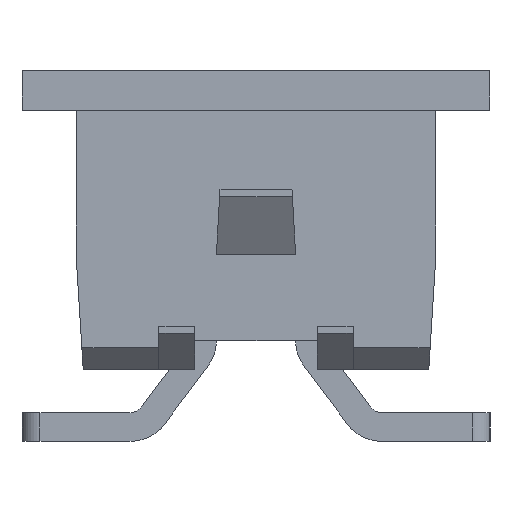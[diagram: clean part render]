
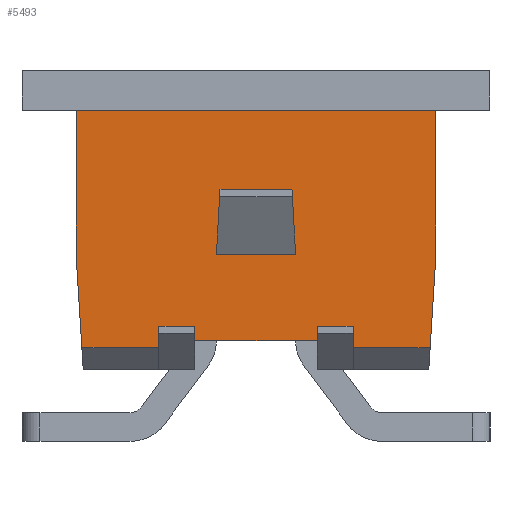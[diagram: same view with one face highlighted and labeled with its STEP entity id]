
A CAD part, left-side view. The second image highlights one B-rep face of the part: STEP entity #5493.
In plain terms, the highlighted planar face has unit normal (-1, 0, 0).
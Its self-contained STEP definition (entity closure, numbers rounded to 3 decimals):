
#391=ORIENTED_EDGE('',*,*,#1935,.T.);
#392=ORIENTED_EDGE('',*,*,#1915,.T.);
#393=ORIENTED_EDGE('',*,*,#1936,.F.);
#394=ORIENTED_EDGE('',*,*,#1923,.F.);
#395=ORIENTED_EDGE('',*,*,#1937,.T.);
#396=ORIENTED_EDGE('',*,*,#1938,.T.);
#397=ORIENTED_EDGE('',*,*,#1939,.F.);
#398=ORIENTED_EDGE('',*,*,#1940,.T.);
#399=ORIENTED_EDGE('',*,*,#1941,.F.);
#400=ORIENTED_EDGE('',*,*,#1942,.F.);
#401=ORIENTED_EDGE('',*,*,#1943,.T.);
#402=ORIENTED_EDGE('',*,*,#1944,.T.);
#403=ORIENTED_EDGE('',*,*,#1945,.F.);
#404=ORIENTED_EDGE('',*,*,#1946,.F.);
#405=ORIENTED_EDGE('',*,*,#1947,.F.);
#406=ORIENTED_EDGE('',*,*,#1948,.T.);
#407=ORIENTED_EDGE('',*,*,#1949,.T.);
#408=ORIENTED_EDGE('',*,*,#1950,.T.);
#1915=EDGE_CURVE('',#2675,#2676,#3227,.T.);
#1923=EDGE_CURVE('',#2681,#2682,#3235,.T.);
#1935=EDGE_CURVE('',#2681,#2675,#3247,.T.);
#1936=EDGE_CURVE('',#2682,#2676,#3248,.T.);
#1937=EDGE_CURVE('',#2691,#2692,#3249,.T.);
#1938=EDGE_CURVE('',#2692,#2693,#3250,.T.);
#1939=EDGE_CURVE('',#2694,#2693,#3251,.T.);
#1940=EDGE_CURVE('',#2694,#2695,#3252,.T.);
#1941=EDGE_CURVE('',#2696,#2695,#3253,.T.);
#1942=EDGE_CURVE('',#2697,#2696,#3254,.T.);
#1943=EDGE_CURVE('',#2697,#2698,#3255,.T.);
#1944=EDGE_CURVE('',#2698,#2699,#3256,.T.);
#1945=EDGE_CURVE('',#2700,#2699,#3257,.T.);
#1946=EDGE_CURVE('',#2701,#2700,#3258,.T.);
#1947=EDGE_CURVE('',#2702,#2701,#3259,.T.);
#1948=EDGE_CURVE('',#2702,#2703,#3260,.T.);
#1949=EDGE_CURVE('',#2703,#2704,#3261,.T.);
#1950=EDGE_CURVE('',#2704,#2691,#3262,.T.);
#2675=VERTEX_POINT('',#7887);
#2676=VERTEX_POINT('',#7888);
#2681=VERTEX_POINT('',#7902);
#2682=VERTEX_POINT('',#7904);
#2691=VERTEX_POINT('',#7931);
#2692=VERTEX_POINT('',#7932);
#2693=VERTEX_POINT('',#7934);
#2694=VERTEX_POINT('',#7936);
#2695=VERTEX_POINT('',#7938);
#2696=VERTEX_POINT('',#7940);
#2697=VERTEX_POINT('',#7942);
#2698=VERTEX_POINT('',#7944);
#2699=VERTEX_POINT('',#7946);
#2700=VERTEX_POINT('',#7948);
#2701=VERTEX_POINT('',#7950);
#2702=VERTEX_POINT('',#7952);
#2703=VERTEX_POINT('',#7954);
#2704=VERTEX_POINT('',#7956);
#3227=LINE('',#7886,#3989);
#3235=LINE('',#7903,#3997);
#3247=LINE('',#7928,#4009);
#3248=LINE('',#7929,#4010);
#3249=LINE('',#7930,#4011);
#3250=LINE('',#7933,#4012);
#3251=LINE('',#7935,#4013);
#3252=LINE('',#7937,#4014);
#3253=LINE('',#7939,#4015);
#3254=LINE('',#7941,#4016);
#3255=LINE('',#7943,#4017);
#3256=LINE('',#7945,#4018);
#3257=LINE('',#7947,#4019);
#3258=LINE('',#7949,#4020);
#3259=LINE('',#7951,#4021);
#3260=LINE('',#7953,#4022);
#3261=LINE('',#7955,#4023);
#3262=LINE('',#7957,#4024);
#3989=VECTOR('',#6374,1000.);
#3997=VECTOR('',#6386,1000.);
#4009=VECTOR('',#6406,1000.);
#4010=VECTOR('',#6407,1000.);
#4011=VECTOR('',#6408,1000.);
#4012=VECTOR('',#6409,1000.);
#4013=VECTOR('',#6410,1000.);
#4014=VECTOR('',#6411,1000.);
#4015=VECTOR('',#6412,1000.);
#4016=VECTOR('',#6413,1000.);
#4017=VECTOR('',#6414,1000.);
#4018=VECTOR('',#6415,1000.);
#4019=VECTOR('',#6416,1000.);
#4020=VECTOR('',#6417,1000.);
#4021=VECTOR('',#6418,1000.);
#4022=VECTOR('',#6419,1000.);
#4023=VECTOR('',#6420,1000.);
#4024=VECTOR('',#6421,1000.);
#4617=EDGE_LOOP('',(#391,#392,#393,#394));
#4618=EDGE_LOOP('',(#395,#396,#397,#398,#399,#400,#401,#402,#403,#404,#405,
#406,#407,#408));
#4925=FACE_BOUND('',#4617,.T.);
#4926=FACE_BOUND('',#4618,.T.);
#5233=PLANE('',#5805);
#5493=ADVANCED_FACE('',(#4925,#4926),#5233,.F.);
#5805=AXIS2_PLACEMENT_3D('',#7927,#6404,#6405);
#6374=DIRECTION('',(0.,1.,0.));
#6386=DIRECTION('',(0.,1.,0.));
#6404=DIRECTION('',(1.,0.,0.));
#6405=DIRECTION('',(0.,0.,-1.));
#6406=DIRECTION('',(0.,-0.055,-0.998));
#6407=DIRECTION('',(0.,0.055,-0.998));
#6408=DIRECTION('',(0.,0.,1.));
#6409=DIRECTION('',(0.,-1.,0.));
#6410=DIRECTION('',(0.,0.,1.));
#6411=DIRECTION('',(0.,-1.,0.));
#6412=DIRECTION('',(0.,0.,-1.));
#6413=DIRECTION('',(0.,1.,0.));
#6414=DIRECTION('',(0.,0.,-1.));
#6415=DIRECTION('',(0.,-1.,0.));
#6416=DIRECTION('',(0.,0.062,-0.998));
#6417=DIRECTION('',(0.,0.,-1.));
#6418=DIRECTION('',(0.,-1.,0.));
#6419=DIRECTION('',(0.,0.,-1.));
#6420=DIRECTION('',(0.,-0.062,-0.998));
#6421=DIRECTION('',(0.,-1.,0.));
#7886=CARTESIAN_POINT('',(-11.175,-0.55,1.6));
#7887=CARTESIAN_POINT('',(-11.175,-0.55,1.6));
#7888=CARTESIAN_POINT('',(-11.175,0.55,1.6));
#7902=CARTESIAN_POINT('',(-11.175,-0.5,2.5));
#7903=CARTESIAN_POINT('',(-11.175,-0.55,2.5));
#7904=CARTESIAN_POINT('',(-11.175,0.5,2.5));
#7927=CARTESIAN_POINT('',(-11.175,2.5,3.6));
#7928=CARTESIAN_POINT('',(-11.175,-0.5,2.5));
#7929=CARTESIAN_POINT('',(-11.175,0.5,2.5));
#7930=CARTESIAN_POINT('',(-11.175,1.35,0.3));
#7931=CARTESIAN_POINT('',(-11.175,1.35,0.3));
#7932=CARTESIAN_POINT('',(-11.175,1.35,0.6));
#7933=CARTESIAN_POINT('',(-11.175,1.35,0.6));
#7934=CARTESIAN_POINT('',(-11.175,0.85,0.6));
#7935=CARTESIAN_POINT('',(-11.175,0.85,0.3));
#7936=CARTESIAN_POINT('',(-11.175,0.85,0.4));
#7937=CARTESIAN_POINT('',(-11.175,2.5,0.4));
#7938=CARTESIAN_POINT('',(-11.175,-0.85,0.4));
#7939=CARTESIAN_POINT('',(-11.175,-0.85,0.6));
#7940=CARTESIAN_POINT('',(-11.175,-0.85,0.6));
#7941=CARTESIAN_POINT('',(-11.175,-1.35,0.6));
#7942=CARTESIAN_POINT('',(-11.175,-1.35,0.6));
#7943=CARTESIAN_POINT('',(-11.175,-1.35,0.6));
#7944=CARTESIAN_POINT('',(-11.175,-1.35,0.3));
#7945=CARTESIAN_POINT('',(-11.175,2.5,0.3));
#7946=CARTESIAN_POINT('',(-11.175,-2.419,0.3));
#7947=CARTESIAN_POINT('',(-11.175,-2.605,3.281));
#7948=CARTESIAN_POINT('',(-11.175,-2.5,1.6));
#7949=CARTESIAN_POINT('',(-11.175,-2.5,3.6));
#7950=CARTESIAN_POINT('',(-11.175,-2.5,3.6));
#7951=CARTESIAN_POINT('',(-11.175,2.5,3.6));
#7952=CARTESIAN_POINT('',(-11.175,2.5,3.6));
#7953=CARTESIAN_POINT('',(-11.175,2.5,3.6));
#7954=CARTESIAN_POINT('',(-11.175,2.5,1.6));
#7955=CARTESIAN_POINT('',(-11.175,2.625,3.592));
#7956=CARTESIAN_POINT('',(-11.175,2.419,0.3));
#7957=CARTESIAN_POINT('',(-11.175,2.5,0.3));
